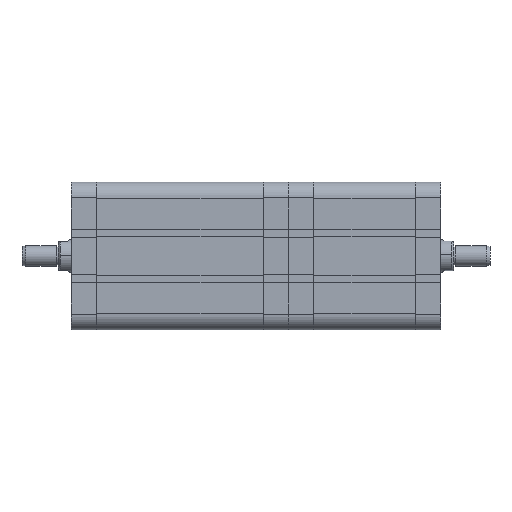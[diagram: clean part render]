
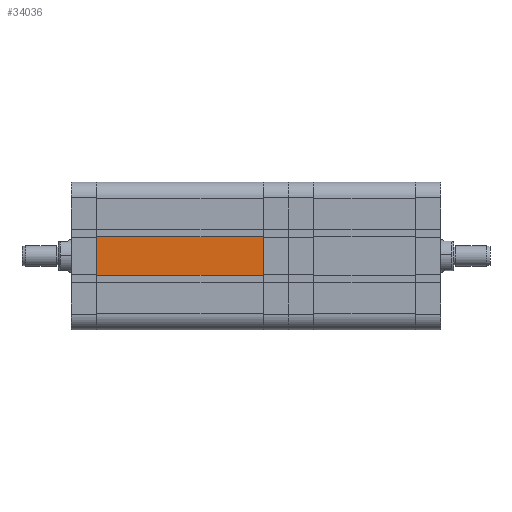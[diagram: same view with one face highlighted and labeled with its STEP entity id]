
A CAD part, front view. The second image highlights one B-rep face of the part: STEP entity #34036.
In plain terms, the highlighted planar face has unit normal (0, -1, 0).
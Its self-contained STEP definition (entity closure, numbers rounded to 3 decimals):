
#371 = CARTESIAN_POINT ( 'NONE',  ( 128., -56.75, -56.75 ) ) ;
#896 = DIRECTION ( 'NONE',  ( -1., 0., 0. ) ) ;
#1883 = DIRECTION ( 'NONE',  ( 0., 0., 1. ) ) ;
#3775 = VECTOR ( 'NONE', #27701, 1000. ) ;
#3885 = LINE ( 'NONE', #15589, #36961 ) ;
#5320 = LINE ( 'NONE', #16820, #31317 ) ;
#5436 = PLANE ( 'NONE',  #5607 ) ;
#5607 = AXIS2_PLACEMENT_3D ( 'NONE', #17533, #13973, #1883 ) ;
#9690 = LINE ( 'NONE', #371, #3775 ) ;
#11655 = CARTESIAN_POINT ( 'NONE',  ( 0., -56.75, -14.7 ) ) ;
#11672 = DIRECTION ( 'NONE',  ( -1., 0., 0. ) ) ;
#13177 = ORIENTED_EDGE ( 'NONE', *, *, #19282, .F. ) ;
#13973 = DIRECTION ( 'NONE',  ( 0., 1., 0. ) ) ;
#14041 = VERTEX_POINT ( 'NONE', #17460 ) ;
#14354 = ORIENTED_EDGE ( 'NONE', *, *, #23348, .T. ) ;
#15589 = CARTESIAN_POINT ( 'NONE',  ( 0., -56.75, -56.75 ) ) ;
#15975 = DIRECTION ( 'NONE',  ( 0., 0., -1. ) ) ;
#16820 = CARTESIAN_POINT ( 'NONE',  ( 128.001, -56.75, 14.7 ) ) ;
#17246 = EDGE_LOOP ( 'NONE', ( #28924, #14354, #13177, #23641 ) ) ;
#17460 = CARTESIAN_POINT ( 'NONE',  ( 128., -56.75, 14.7 ) ) ;
#17533 = CARTESIAN_POINT ( 'NONE',  ( 128., -56.75, -56.75 ) ) ;
#17730 = VECTOR ( 'NONE', #896, 1000. ) ;
#19282 = EDGE_CURVE ( 'NONE', #30159, #24305, #28030, .T. ) ;
#20495 = FACE_OUTER_BOUND ( 'NONE', #17246, .T. ) ;
#20560 = CARTESIAN_POINT ( 'NONE',  ( 0., -56.75, 14.7 ) ) ;
#22424 = VERTEX_POINT ( 'NONE', #20560 ) ;
#23348 = EDGE_CURVE ( 'NONE', #22424, #24305, #3885, .T. ) ;
#23641 = ORIENTED_EDGE ( 'NONE', *, *, #34846, .F. ) ;
#24305 = VERTEX_POINT ( 'NONE', #11655 ) ;
#26444 = EDGE_CURVE ( 'NONE', #14041, #22424, #5320, .T. ) ;
#27701 = DIRECTION ( 'NONE',  ( 0., 0., -1. ) ) ;
#28030 = LINE ( 'NONE', #30420, #17730 ) ;
#28924 = ORIENTED_EDGE ( 'NONE', *, *, #26444, .T. ) ;
#30159 = VERTEX_POINT ( 'NONE', #35870 ) ;
#30420 = CARTESIAN_POINT ( 'NONE',  ( 128.001, -56.75, -14.7 ) ) ;
#31317 = VECTOR ( 'NONE', #11672, 1000. ) ;
#34036 = ADVANCED_FACE ( 'NONE', ( #20495 ), #5436, .F. ) ;
#34846 = EDGE_CURVE ( 'NONE', #14041, #30159, #9690, .T. ) ;
#35870 = CARTESIAN_POINT ( 'NONE',  ( 128., -56.75, -14.7 ) ) ;
#36961 = VECTOR ( 'NONE', #15975, 1000. ) ;
